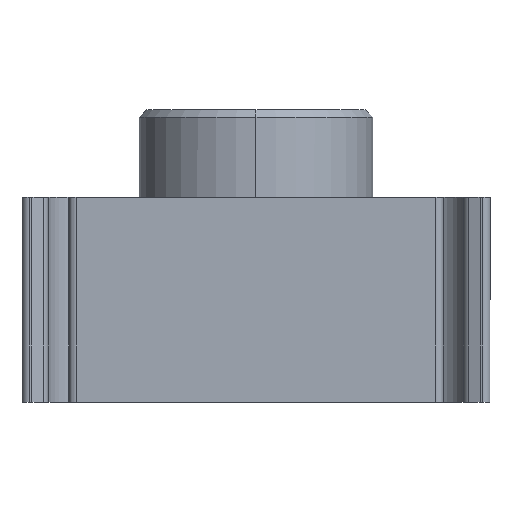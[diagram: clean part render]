
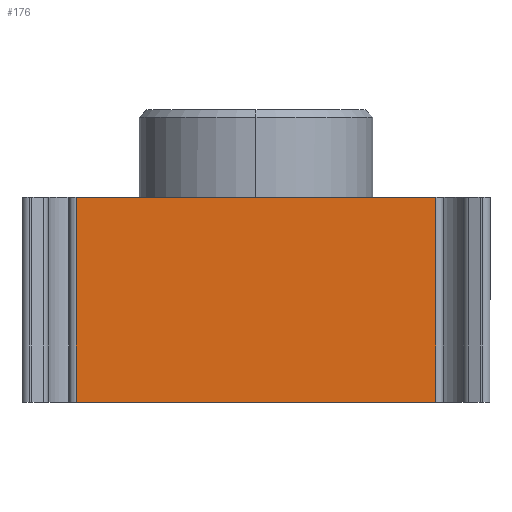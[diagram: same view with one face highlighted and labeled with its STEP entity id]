
A CAD part, left-side view. The second image highlights one B-rep face of the part: STEP entity #176.
In plain terms, the highlighted planar face has unit normal (-1, 0, 0).
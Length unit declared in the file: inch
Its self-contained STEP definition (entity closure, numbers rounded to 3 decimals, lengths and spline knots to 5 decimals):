
#176 = ADVANCED_FACE ( 'NONE', ( #1734 ), #2178, .F. ) ;
#201 = LINE ( 'NONE', #2260, #2020 ) ;
#202 = VECTOR ( 'NONE', #2024, 39.37008 ) ;
#260 = VERTEX_POINT ( 'NONE', #2749 ) ;
#284 = DIRECTION ( 'NONE',  ( 0., 1., 0. ) ) ;
#458 = ORIENTED_EDGE ( 'NONE', *, *, #3110, .T. ) ;
#518 = ORIENTED_EDGE ( 'NONE', *, *, #1214, .F. ) ;
#619 = VECTOR ( 'NONE', #284, 39.37008 ) ;
#643 = EDGE_CURVE ( 'NONE', #1399, #260, #2422, .T. ) ;
#680 = AXIS2_PLACEMENT_3D ( 'NONE', #2644, #726, #2652 ) ;
#726 = DIRECTION ( 'NONE',  ( 1., 0., 0. ) ) ;
#1139 = CARTESIAN_POINT ( 'NONE',  ( -1.10341, -0.04452, 0.8863 ) ) ;
#1141 = LINE ( 'NONE', #1415, #1636 ) ;
#1151 = DIRECTION ( 'NONE',  ( 0., 0., -1. ) ) ;
#1214 = EDGE_CURVE ( 'NONE', #1467, #260, #1141, .T. ) ;
#1252 = LINE ( 'NONE', #2207, #619 ) ;
#1399 = VERTEX_POINT ( 'NONE', #2623 ) ;
#1415 = CARTESIAN_POINT ( 'NONE',  ( -1.10341, -0.52853, 1.61071 ) ) ;
#1467 = VERTEX_POINT ( 'NONE', #1994 ) ;
#1636 = VECTOR ( 'NONE', #1151, 39.37008 ) ;
#1734 = FACE_OUTER_BOUND ( 'NONE', #1995, .T. ) ;
#1994 = CARTESIAN_POINT ( 'NONE',  ( -1.10341, -0.52853, 0.8863 ) ) ;
#1995 = EDGE_LOOP ( 'NONE', ( #2953, #458, #2839, #518 ) ) ;
#2020 = VECTOR ( 'NONE', #2530, 39.37008 ) ;
#2024 = DIRECTION ( 'NONE',  ( 0., -1., 0. ) ) ;
#2155 = EDGE_CURVE ( 'NONE', #1467, #2552, #1252, .T. ) ;
#2178 = PLANE ( 'NONE',  #680 ) ;
#2207 = CARTESIAN_POINT ( 'NONE',  ( -1.10341, -0.60149, 0.8863 ) ) ;
#2243 = CARTESIAN_POINT ( 'NONE',  ( -1.10341, -0.52853, 0.61071 ) ) ;
#2260 = CARTESIAN_POINT ( 'NONE',  ( -1.10341, -0.04452, 1.61071 ) ) ;
#2422 = LINE ( 'NONE', #2243, #202 ) ;
#2530 = DIRECTION ( 'NONE',  ( 0., 0., -1. ) ) ;
#2552 = VERTEX_POINT ( 'NONE', #1139 ) ;
#2623 = CARTESIAN_POINT ( 'NONE',  ( -1.10341, -0.04452, 0.61071 ) ) ;
#2644 = CARTESIAN_POINT ( 'NONE',  ( -1.10341, -0.52853, 1.61071 ) ) ;
#2652 = DIRECTION ( 'NONE',  ( 0., 1., 0. ) ) ;
#2749 = CARTESIAN_POINT ( 'NONE',  ( -1.10341, -0.52853, 0.61071 ) ) ;
#2839 = ORIENTED_EDGE ( 'NONE', *, *, #643, .T. ) ;
#2953 = ORIENTED_EDGE ( 'NONE', *, *, #2155, .T. ) ;
#3110 = EDGE_CURVE ( 'NONE', #2552, #1399, #201, .T. ) ;
